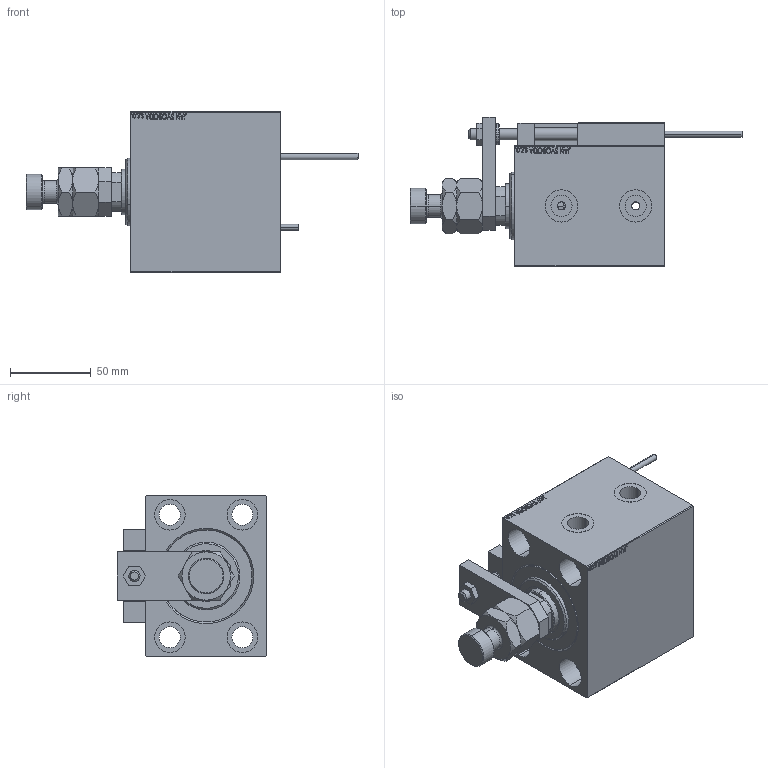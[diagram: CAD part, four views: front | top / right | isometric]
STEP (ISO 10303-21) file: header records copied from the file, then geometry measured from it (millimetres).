
FILE_DESCRIPTION (( 'STEP AP203' ), '1' );
FILE_NAME ('2fc3.STEP', '2022-04-17T07:08:46', ( '' ), ( '' ), 'SwSTEP 2.0', 'SolidWorks 2019', '' );
FILE_SCHEMA (( 'CONFIG_CONTROL_DESIGN' ));
Length unit declared in the file: millimetre
Products named in the file (16): ZARAZKA d891a81e33cdae740a72469b9ca353cb; ALLEN BOLT D8 d891a81e33cdae740a72469b9ca353cb; V450CM_VC_B d891a81e33cdae740a72469b9ca353cb; SWITCH X d891a81e33cdae740a72469b9ca353cb; TYC_L79 d891a81e33cdae740a72469b9ca353cb; X_Y_MFA d891a81e33cdae740a72469b9ca353cb; MAGNET d891a81e33cdae740a72469b9ca353cb; Block d891a81e33cdae740a72469b9ca353cb; SWITCH DIM B,W d891a81e33cdae740a72469b9ca353cb; KONCOVKA d891a81e33cdae740a72469b9ca353cb; SWITCH_X_FRONT_BACK d891a81e33cdae740a72469b9ca353cb; NUT_D12 d891a81e33cdae740a72469b9ca353cb; 2fc3; V450CM_C_VCP d891a81e33cdae740a72469b9ca353cb; ALLEN BOLT D5 d891a81e33cdae740a72469b9ca353cb; V450CM_C_Body d891a81e33cdae740a72469b9ca353cb
Assembly tree (25 placements, depth 3):
  2fc3
    V450CM_C_Body d891a81e33cdae740a72469b9ca353cb
    SWITCH X d891a81e33cdae740a72469b9ca353cb
      SWITCH_X_FRONT_BACK d891a81e33cdae740a72469b9ca353cb  x2
      TYC_L79 d891a81e33cdae740a72469b9ca353cb
      Block d891a81e33cdae740a72469b9ca353cb  x2
      ALLEN BOLT D5 d891a81e33cdae740a72469b9ca353cb  x4
      ALLEN BOLT D8 d891a81e33cdae740a72469b9ca353cb  x4
      MAGNET d891a81e33cdae740a72469b9ca353cb  x2
      KONCOVKA d891a81e33cdae740a72469b9ca353cb  x2
    NUT_D12 d891a81e33cdae740a72469b9ca353cb
    SWITCH DIM B,W d891a81e33cdae740a72469b9ca353cb
    ZARAZKA d891a81e33cdae740a72469b9ca353cb
    V450CM_C_VCP d891a81e33cdae740a72469b9ca353cb
    V450CM_VC_B d891a81e33cdae740a72469b9ca353cb
    X_Y_MFA d891a81e33cdae740a72469b9ca353cb
Bounding box: 206 x 92.5 x 100 mm (x, y, z)
Volume: 677646.1 mm3; surface area: 125637.5 mm2
Topology: 24 solids, 24 shells, 1351 faces, 3212 edges, 2045 vertices
Faces by surface type: plane 581, bspline 380, cylinder 204, cone 134, torus 48, sphere 4
Entity records: 52468 total; most frequent: CARTESIAN_POINT 26678, ORIENTED_EDGE 5444, DIRECTION 3756, EDGE_CURVE 2722, VERTEX_POINT 1769, LINE 1518, VECTOR 1518, EDGE_LOOP 1271
